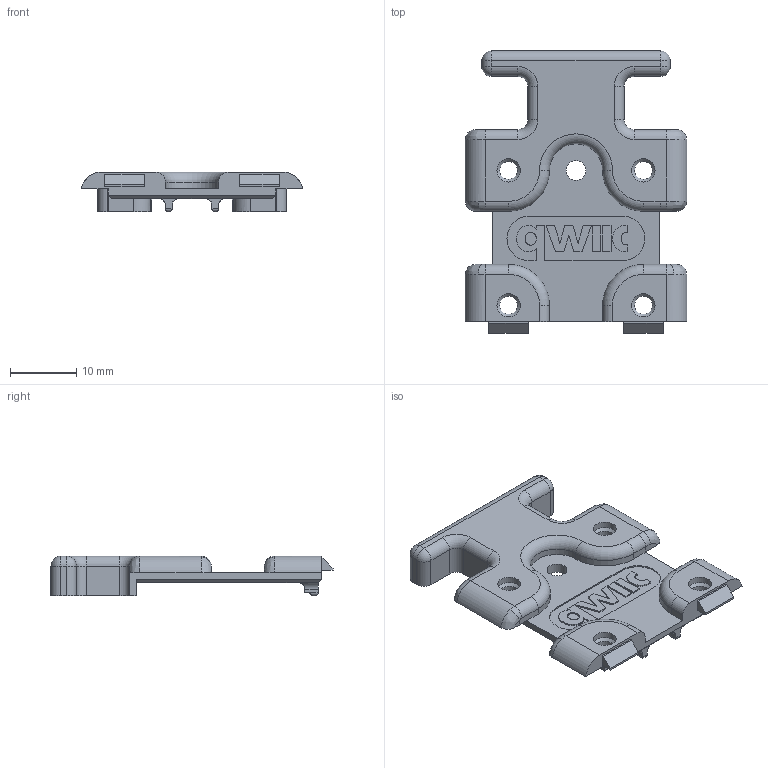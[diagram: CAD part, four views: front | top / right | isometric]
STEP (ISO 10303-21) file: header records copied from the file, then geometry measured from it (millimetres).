
FILE_DESCRIPTION(/* description */ (''),/* implementation_level */ '2;1');
FILE_NAME(/* name */ 'LID.step',/* time_stamp */ '2023-11-07T16:22:28-05:00',/* author */ (''),/* organization */ (''),/* preprocessor_version */ 'ST-DEVELOPER v20',/* originating_system */ 'Autodesk Translation Framework v12.14.0.127',/* authorisation */ '');
FILE_SCHEMA (('AUTOMOTIVE_DESIGN { 1 0 10303 214 3 1 1 }'));
Length unit declared in the file: millimetre
Products named in the file (1): LID
Bounding box: 33.32 x 42.52 x 6 mm (x, y, z)
Volume: 2985.9 mm3; surface area: 3253.3 mm2
Topology: 1 solids, 1 shells, 207 faces, 531 edges, 334 vertices
Faces by surface type: plane 101, cylinder 60, bspline 29, torus 9, sphere 4, cone 4
Full cylindrical faces by diameter (mm): 2.7 x4, 3 x1, 3.5 x4
Entity records: 6496 total; most frequent: CARTESIAN_POINT 1559, ORIENTED_EDGE 1062, DIRECTION 978, EDGE_CURVE 531, LINE 342, VECTOR 342, VERTEX_POINT 334, AXIS2_PLACEMENT_3D 318
